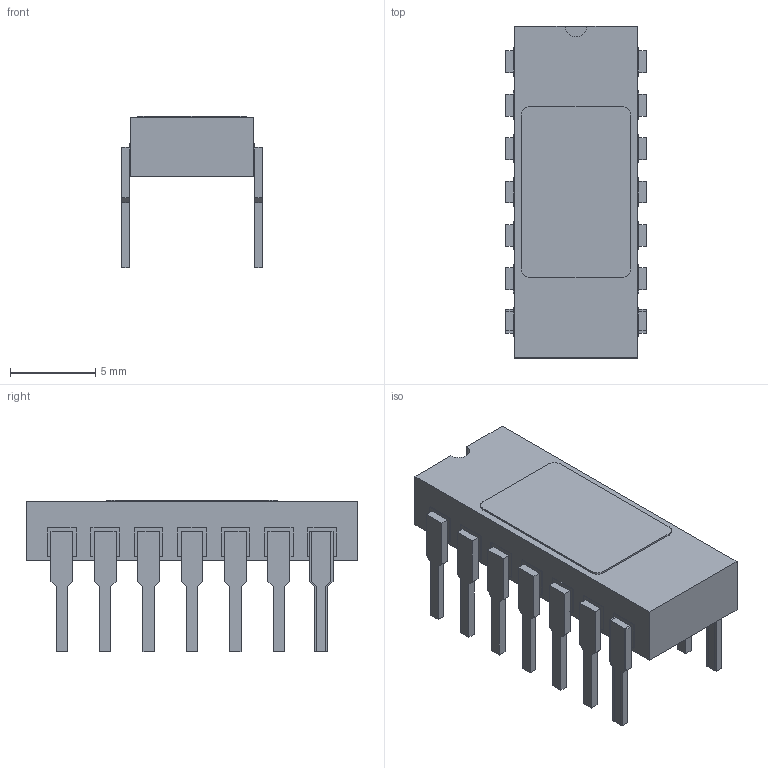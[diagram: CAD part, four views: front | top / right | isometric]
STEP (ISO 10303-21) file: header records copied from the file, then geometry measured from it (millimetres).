
FILE_DESCRIPTION((''),'2;1');
FILE_NAME('SBDIP14-300.stp','2011-12-07T16:14:04',(''),(''),'Mechanical Desktop 2011','Mechanical Desktop 2011',', , ');
FILE_SCHEMA(('AUTOMOTIVE_DESIGN { 1 2 10303 214 1 1 1 1 }'));
Length unit declared in the file: millimetre
Products named in the file (1): Product
Bounding box: 8.25 x 19.43 x 8.89 mm (x, y, z)
Volume: 541.7 mm3; surface area: 1011.2 mm2
Topology: 33 solids, 33 shells, 266 faces, 604 edges, 408 vertices
Faces by surface type: plane 138, bspline 122, cylinder 6
Entity records: 7332 total; most frequent: CARTESIAN_POINT 1641, ORIENTED_EDGE 1200, DIRECTION 906, EDGE_CURVE 600, VECTOR 592, LINE 592, VERTEX_POINT 400, EDGE_LOOP 266
